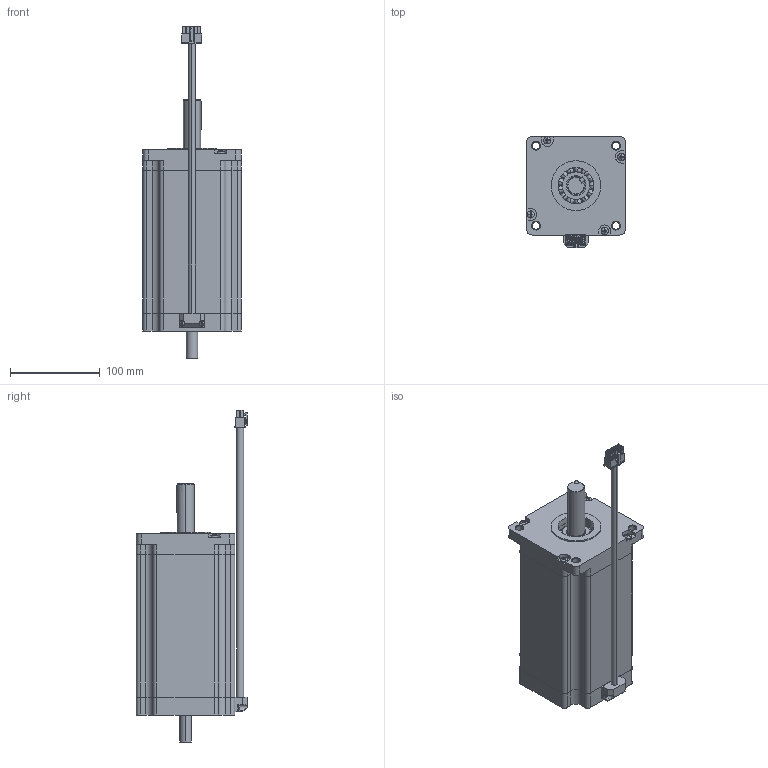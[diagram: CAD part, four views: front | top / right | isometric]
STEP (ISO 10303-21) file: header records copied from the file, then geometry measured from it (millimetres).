
FILE_DESCRIPTION (( 'STEP AP214' ), '1' );
FILE_NAME ('STP-MTRAC-42202D.STEP', '2021-02-01T20:26:33', ( '' ), ( '' ), 'SwSTEP 2.0', 'SolidWorks 2017', '' );
FILE_SCHEMA (( 'AUTOMOTIVE_DESIGN' ));
Length unit declared in the file: inch
Products named in the file (1): STP-MTRAC-42202D
Bounding box: 109.8 x 124.06 x 369.6 mm (x, y, z)
Volume: 1056184.2 mm3; surface area: 272911.6 mm2
Topology: 13 solids, 13 shells, 1000 faces, 2882 edges, 1887 vertices
Faces by surface type: plane 603, cylinder 207, bspline 163, cone 23, torus 4
Entity records: 49603 total; most frequent: CARTESIAN_POINT 10966, ORIENTED_EDGE 5764, DIRECTION 4742, EDGE_CURVE 2882, VERTEX_POINT 1887, VECTOR 1716, LINE 1716, AXIS2_PLACEMENT_3D 1513
